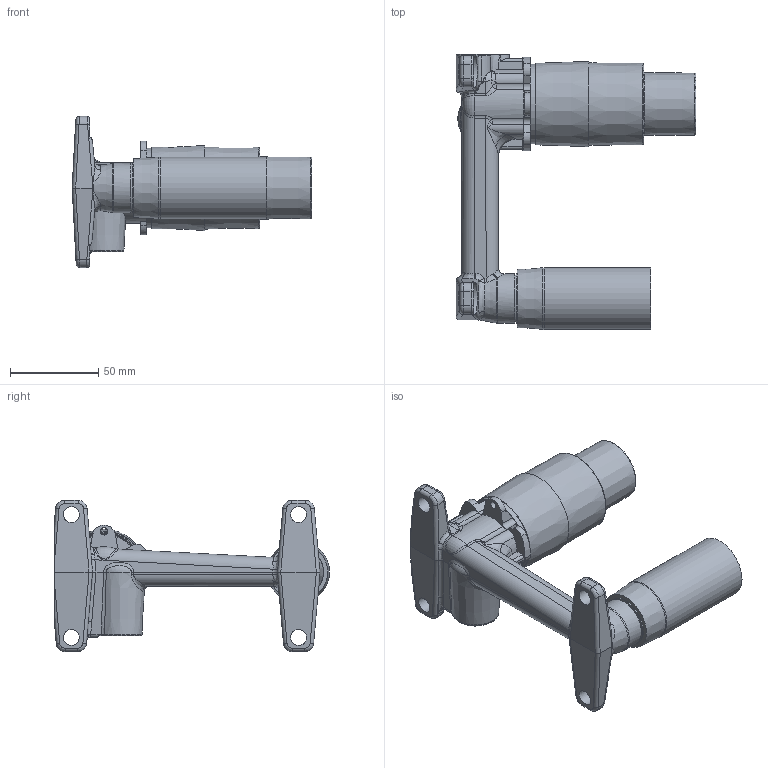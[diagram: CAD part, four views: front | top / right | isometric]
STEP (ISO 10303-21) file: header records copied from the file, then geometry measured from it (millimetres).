
FILE_DESCRIPTION(/* description */ ('Unknown'),/* implementation_level */ '2;1');
FILE_NAME(/* name */ '32635000',/* time_stamp */ '2022-09-07T15:47:35+02:00',/* author */ ('Unknown'),/* organization */ ('GROHE AG'),/* preprocessor_version */ 'ST-DEVELOPER v16.7',/* originating_system */ 'DEX',/* authorisation */ $);
FILE_SCHEMA (('AUTOMOTIVE_DESIGN {1 0 10303 214 3 1 1}'));
Length unit declared in the file: millimetre
Products named in the file (2): 32635000_v1_d; id11
Assembly tree (1 placements, depth 2):
  32635000_v1_d
    id11
Bounding box: 135.5 x 155.5 x 85.5 mm (x, y, z)
Surface area: 70977.6 mm2 (no closed solid volume)
Topology: 0 solids, 4 shells, 397 faces, 1026 edges, 611 vertices
Faces by surface type: cylinder 133, bspline 110, plane 100, torus 22, cone 20, sphere 12
Full cylindrical faces by diameter (mm): 4.134 x2, 9 x4, 11.445 x1, 15 x1, 18.631 x2, 28 x1, 28.2 x1, 28.3 x1, 30 x1, 35 x1, 45.1 x1
Entity records: 15642 total; most frequent: CARTESIAN_POINT 5075, ORIENTED_EDGE 1851, DIRECTION 1663, EDGE_CURVE 957, AXIS2_PLACEMENT_3D 691, VERTEX_POINT 592, EDGE_LOOP 453, FACE_BOUND 453
